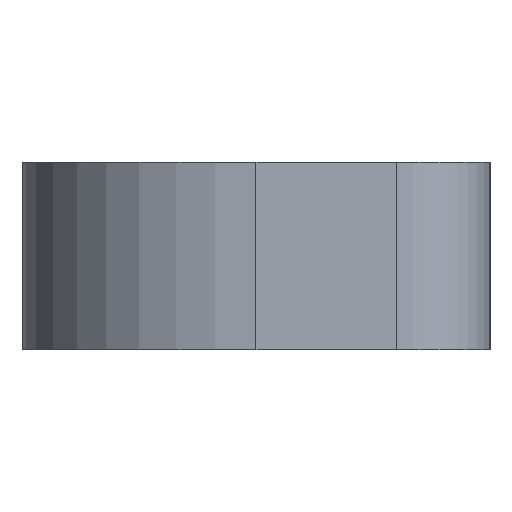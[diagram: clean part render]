
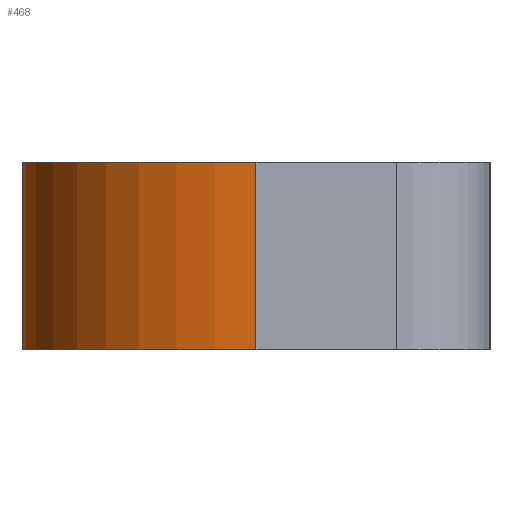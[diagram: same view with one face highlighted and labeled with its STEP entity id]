
A CAD part, left-side view. The second image highlights one B-rep face of the part: STEP entity #468.
In plain terms, the highlighted cylindrical face has radius 6.35 mm (diameter 12.7 mm), a partial arc.
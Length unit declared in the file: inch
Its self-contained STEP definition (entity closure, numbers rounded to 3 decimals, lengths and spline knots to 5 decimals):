
#3 = LINE ( 'NONE', #797, #391 ) ;
#4 = AXIS2_PLACEMENT_3D ( 'NONE', #680, #679, #674 ) ;
#29 = VERTEX_POINT ( 'NONE', #505 ) ;
#38 = VERTEX_POINT ( 'NONE', #918 ) ;
#75 = ORIENTED_EDGE ( 'NONE', *, *, #387, .F. ) ;
#156 = CARTESIAN_POINT ( 'NONE',  ( -1.01337, -0.02448, 0.2 ) ) ;
#173 = EDGE_CURVE ( 'NONE', #913, #29, #3, .T. ) ;
#177 = EDGE_LOOP ( 'NONE', ( #464, #836, #75, #264 ) ) ;
#264 = ORIENTED_EDGE ( 'NONE', *, *, #173, .F. ) ;
#295 = EDGE_CURVE ( 'NONE', #38, #330, #754, .T. ) ;
#324 = EDGE_CURVE ( 'NONE', #330, #913, #720, .T. ) ;
#330 = VERTEX_POINT ( 'NONE', #682 ) ;
#387 = EDGE_CURVE ( 'NONE', #29, #38, #523, .T. ) ;
#391 = VECTOR ( 'NONE', #801, 39.37008 ) ;
#401 = DIRECTION ( 'NONE',  ( -1., 0., 0. ) ) ;
#419 = DIRECTION ( 'NONE',  ( 0., 0., -1. ) ) ;
#421 = CARTESIAN_POINT ( 'NONE',  ( -0.76337, -0.02448, 0.2 ) ) ;
#427 = CYLINDRICAL_SURFACE ( 'NONE', #870, 0.25 ) ;
#464 = ORIENTED_EDGE ( 'NONE', *, *, #324, .F. ) ;
#468 = ADVANCED_FACE ( 'NONE', ( #704 ), #427, .T. ) ;
#505 = CARTESIAN_POINT ( 'NONE',  ( -1.01337, -0.02448, 0. ) ) ;
#523 = CIRCLE ( 'NONE', #602, 0.25 ) ;
#602 = AXIS2_PLACEMENT_3D ( 'NONE', #609, #607, #604 ) ;
#604 = DIRECTION ( 'NONE',  ( 1., 0., 0. ) ) ;
#607 = DIRECTION ( 'NONE',  ( 0., 0., -1. ) ) ;
#609 = CARTESIAN_POINT ( 'NONE',  ( -0.76337, -0.02448, 0. ) ) ;
#674 = DIRECTION ( 'NONE',  ( 1., 0., 0. ) ) ;
#679 = DIRECTION ( 'NONE',  ( 0., 0., 1. ) ) ;
#680 = CARTESIAN_POINT ( 'NONE',  ( -0.76337, -0.02448, 0.2 ) ) ;
#682 = CARTESIAN_POINT ( 'NONE',  ( -0.76337, 0.22552, 0.2 ) ) ;
#704 = FACE_OUTER_BOUND ( 'NONE', #177, .T. ) ;
#708 = DIRECTION ( 'NONE',  ( 0., 0., 1. ) ) ;
#712 = CARTESIAN_POINT ( 'NONE',  ( -0.76337, 0.22552, 0.2 ) ) ;
#720 = CIRCLE ( 'NONE', #4, 0.25 ) ;
#733 = VECTOR ( 'NONE', #708, 39.37008 ) ;
#754 = LINE ( 'NONE', #712, #733 ) ;
#797 = CARTESIAN_POINT ( 'NONE',  ( -1.01337, -0.02448, 0.2 ) ) ;
#801 = DIRECTION ( 'NONE',  ( 0., 0., -1. ) ) ;
#836 = ORIENTED_EDGE ( 'NONE', *, *, #295, .F. ) ;
#870 = AXIS2_PLACEMENT_3D ( 'NONE', #421, #419, #401 ) ;
#913 = VERTEX_POINT ( 'NONE', #156 ) ;
#918 = CARTESIAN_POINT ( 'NONE',  ( -0.76337, 0.22552, 0. ) ) ;
